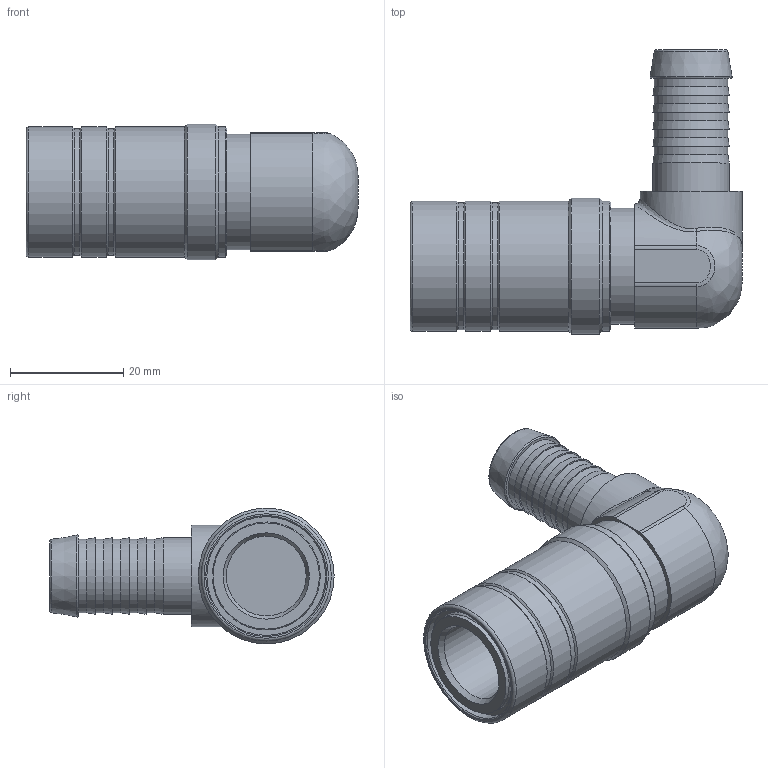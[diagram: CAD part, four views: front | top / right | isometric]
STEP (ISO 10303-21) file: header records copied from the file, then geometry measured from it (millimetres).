
FILE_DESCRIPTION(/* description */ (''),/* implementation_level */ '2;1');
FILE_NAME(/* name */ '.stp',/* time_stamp */ '2024-11-06T11:26:35+01:00',/* author */ ('meier'),/* organization */ (''),/* preprocessor_version */ 'ST-DEVELOPER v18.1',/* originating_system */ 'Autodesk Inventor 2022',/* authorisation */ '0 mm^3');
FILE_SCHEMA (('AUTOMOTIVE_DESIGN { 1 0 10303 214 3 1 1 }'));
Length unit declared in the file: millimetre
Products named in the file (1): ESF 13 TLAB-U
Bounding box: 58.7 x 50.25 x 24 mm (x, y, z)
Volume: 19596.8 mm3; surface area: 9102.4 mm2
Topology: 1 solids, 1 shells, 84 faces, 174 edges, 103 vertices
Faces by surface type: cylinder 32, plane 22, cone 18, bspline 7, torus 5
Full cylindrical faces by diameter (mm): 9 x2, 13 x5, 13.5 x1, 14.1 x1, 17.5 x1, 18 x1, 18.8 x1, 20.5 x1, 21 x1, 22.4 x2, 23 x4, 24 x1
Entity records: 2705 total; most frequent: CARTESIAN_POINT 771, DIRECTION 404, ORIENTED_EDGE 344, AXIS2_PLACEMENT_3D 175, EDGE_CURVE 172, VERTEX_POINT 103, EDGE_LOOP 99, CIRCLE 90
